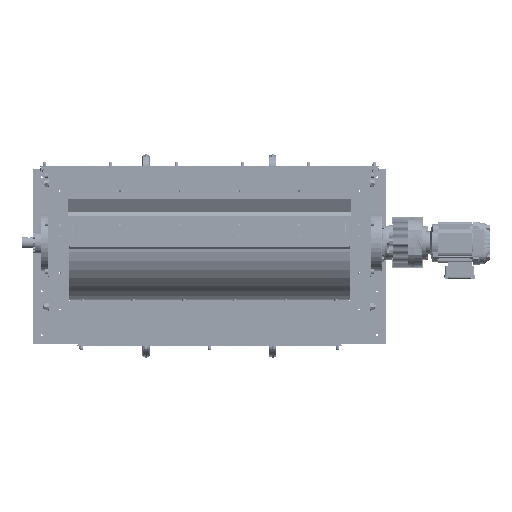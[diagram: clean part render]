
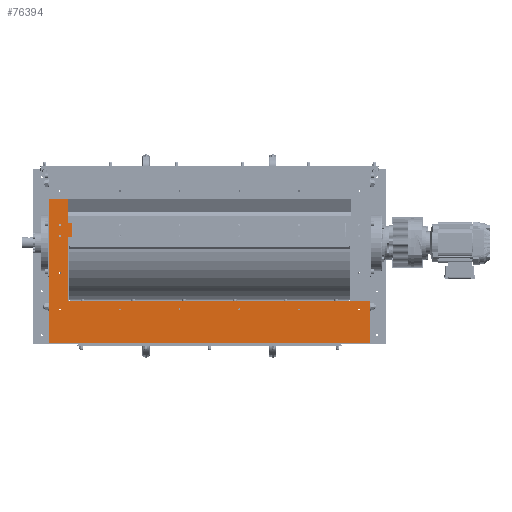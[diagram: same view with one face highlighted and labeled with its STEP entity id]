
A CAD part, top view. The second image highlights one B-rep face of the part: STEP entity #76394.
In plain terms, the highlighted planar face has unit normal (0, 0, 1).
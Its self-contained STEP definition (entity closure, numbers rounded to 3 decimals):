
#2661=FACE_BOUND('',#12485,.T.);
#2662=FACE_BOUND('',#12486,.T.);
#2663=FACE_BOUND('',#12487,.T.);
#2664=FACE_BOUND('',#12488,.T.);
#2665=FACE_BOUND('',#12489,.T.);
#2666=FACE_BOUND('',#12490,.T.);
#2667=FACE_BOUND('',#12491,.T.);
#2668=FACE_BOUND('',#12492,.T.);
#2669=FACE_BOUND('',#12493,.T.);
#4306=PLANE('',#82862);
#7793=FACE_OUTER_BOUND('',#12484,.T.);
#12484=EDGE_LOOP('',(#58853,#58854,#58855,#58856,#58857,#58858,#58859,#58860,
#58861,#58862,#58863,#58864,#58865,#58866,#58867));
#12485=EDGE_LOOP('',(#58868));
#12486=EDGE_LOOP('',(#58869));
#12487=EDGE_LOOP('',(#58870));
#12488=EDGE_LOOP('',(#58871));
#12489=EDGE_LOOP('',(#58872));
#12490=EDGE_LOOP('',(#58873));
#12491=EDGE_LOOP('',(#58874));
#12492=EDGE_LOOP('',(#58875));
#12493=EDGE_LOOP('',(#58876));
#17084=CIRCLE('',#82863,3.324);
#17085=CIRCLE('',#82864,3.324);
#17086=CIRCLE('',#82865,3.324);
#17087=CIRCLE('',#82866,3.324);
#17088=CIRCLE('',#82867,3.324);
#17089=CIRCLE('',#82868,3.324);
#17090=CIRCLE('',#82869,3.324);
#17091=CIRCLE('',#82870,3.324);
#17092=CIRCLE('',#82871,3.324);
#21714=LINE('',#129184,#27163);
#21719=LINE('',#129192,#27168);
#21727=LINE('',#129209,#27176);
#21729=LINE('',#129213,#27178);
#21730=LINE('',#129215,#27179);
#21731=LINE('',#129217,#27180);
#21732=LINE('',#129218,#27181);
#21733=LINE('',#129220,#27182);
#21734=LINE('',#129222,#27183);
#21735=LINE('',#129224,#27184);
#21736=LINE('',#129226,#27185);
#21737=LINE('',#129227,#27186);
#21738=LINE('',#129229,#27187);
#21739=LINE('',#129231,#27188);
#21740=LINE('',#129232,#27189);
#27163=VECTOR('',#97962,10.);
#27168=VECTOR('',#97969,10.);
#27176=VECTOR('',#97983,10.);
#27178=VECTOR('',#97987,10.);
#27179=VECTOR('',#97988,10.);
#27180=VECTOR('',#97989,10.);
#27181=VECTOR('',#97990,10.);
#27182=VECTOR('',#97991,10.);
#27183=VECTOR('',#97992,10.);
#27184=VECTOR('',#97993,10.);
#27185=VECTOR('',#97994,10.);
#27186=VECTOR('',#97995,10.);
#27187=VECTOR('',#97996,10.);
#27188=VECTOR('',#97997,10.);
#27189=VECTOR('',#97998,10.);
#33693=VERTEX_POINT('',#129179);
#33694=VERTEX_POINT('',#129182);
#33695=VERTEX_POINT('',#129186);
#33696=VERTEX_POINT('',#129190);
#33701=VERTEX_POINT('',#129206);
#33702=VERTEX_POINT('',#129208);
#33703=VERTEX_POINT('',#129212);
#33704=VERTEX_POINT('',#129214);
#33705=VERTEX_POINT('',#129216);
#33706=VERTEX_POINT('',#129219);
#33707=VERTEX_POINT('',#129221);
#33708=VERTEX_POINT('',#129223);
#33709=VERTEX_POINT('',#129225);
#33710=VERTEX_POINT('',#129228);
#33711=VERTEX_POINT('',#129230);
#33712=VERTEX_POINT('',#129233);
#33713=VERTEX_POINT('',#129235);
#33714=VERTEX_POINT('',#129237);
#33715=VERTEX_POINT('',#129239);
#33716=VERTEX_POINT('',#129241);
#33717=VERTEX_POINT('',#129243);
#33718=VERTEX_POINT('',#129245);
#33719=VERTEX_POINT('',#129247);
#33720=VERTEX_POINT('',#129249);
#42581=EDGE_CURVE('',#33694,#33693,#21714,.T.);
#42586=EDGE_CURVE('',#33695,#33696,#21719,.T.);
#42594=EDGE_CURVE('',#33702,#33701,#21727,.T.);
#42596=EDGE_CURVE('',#33693,#33703,#21729,.T.);
#42597=EDGE_CURVE('',#33704,#33694,#21730,.T.);
#42598=EDGE_CURVE('',#33705,#33704,#21731,.T.);
#42599=EDGE_CURVE('',#33695,#33705,#21732,.T.);
#42600=EDGE_CURVE('',#33696,#33706,#21733,.T.);
#42601=EDGE_CURVE('',#33707,#33706,#21734,.T.);
#42602=EDGE_CURVE('',#33707,#33708,#21735,.T.);
#42603=EDGE_CURVE('',#33708,#33709,#21736,.T.);
#42604=EDGE_CURVE('',#33702,#33709,#21737,.T.);
#42605=EDGE_CURVE('',#33701,#33710,#21738,.T.);
#42606=EDGE_CURVE('',#33711,#33710,#21739,.T.);
#42607=EDGE_CURVE('',#33711,#33703,#21740,.T.);
#42608=EDGE_CURVE('',#33712,#33712,#17084,.T.);
#42609=EDGE_CURVE('',#33713,#33713,#17085,.T.);
#42610=EDGE_CURVE('',#33714,#33714,#17086,.T.);
#42611=EDGE_CURVE('',#33715,#33715,#17087,.T.);
#42612=EDGE_CURVE('',#33716,#33716,#17088,.T.);
#42613=EDGE_CURVE('',#33717,#33717,#17089,.T.);
#42614=EDGE_CURVE('',#33718,#33718,#17090,.T.);
#42615=EDGE_CURVE('',#33719,#33719,#17091,.T.);
#42616=EDGE_CURVE('',#33720,#33720,#17092,.T.);
#58853=ORIENTED_EDGE('',*,*,#42596,.F.);
#58854=ORIENTED_EDGE('',*,*,#42581,.F.);
#58855=ORIENTED_EDGE('',*,*,#42597,.F.);
#58856=ORIENTED_EDGE('',*,*,#42598,.F.);
#58857=ORIENTED_EDGE('',*,*,#42599,.F.);
#58858=ORIENTED_EDGE('',*,*,#42586,.T.);
#58859=ORIENTED_EDGE('',*,*,#42600,.T.);
#58860=ORIENTED_EDGE('',*,*,#42601,.F.);
#58861=ORIENTED_EDGE('',*,*,#42602,.T.);
#58862=ORIENTED_EDGE('',*,*,#42603,.T.);
#58863=ORIENTED_EDGE('',*,*,#42604,.F.);
#58864=ORIENTED_EDGE('',*,*,#42594,.T.);
#58865=ORIENTED_EDGE('',*,*,#42605,.T.);
#58866=ORIENTED_EDGE('',*,*,#42606,.F.);
#58867=ORIENTED_EDGE('',*,*,#42607,.T.);
#58868=ORIENTED_EDGE('',*,*,#42608,.T.);
#58869=ORIENTED_EDGE('',*,*,#42609,.T.);
#58870=ORIENTED_EDGE('',*,*,#42610,.T.);
#58871=ORIENTED_EDGE('',*,*,#42611,.T.);
#58872=ORIENTED_EDGE('',*,*,#42612,.T.);
#58873=ORIENTED_EDGE('',*,*,#42613,.T.);
#58874=ORIENTED_EDGE('',*,*,#42614,.T.);
#58875=ORIENTED_EDGE('',*,*,#42615,.T.);
#58876=ORIENTED_EDGE('',*,*,#42616,.T.);
#76394=ADVANCED_FACE('',(#7793,#2661,#2662,#2663,#2664,#2665,#2666,#2667,
#2668,#2669),#4306,.T.);
#82862=AXIS2_PLACEMENT_3D('',#129211,#97985,#97986);
#82863=AXIS2_PLACEMENT_3D('',#129234,#97999,#98000);
#82864=AXIS2_PLACEMENT_3D('',#129236,#98001,#98002);
#82865=AXIS2_PLACEMENT_3D('',#129238,#98003,#98004);
#82866=AXIS2_PLACEMENT_3D('',#129240,#98005,#98006);
#82867=AXIS2_PLACEMENT_3D('',#129242,#98007,#98008);
#82868=AXIS2_PLACEMENT_3D('',#129244,#98009,#98010);
#82869=AXIS2_PLACEMENT_3D('',#129246,#98011,#98012);
#82870=AXIS2_PLACEMENT_3D('',#129248,#98013,#98014);
#82871=AXIS2_PLACEMENT_3D('',#129250,#98015,#98016);
#97962=DIRECTION('',(0.,1.,0.));
#97969=DIRECTION('',(-1.,0.,0.));
#97983=DIRECTION('',(-1.,0.,0.));
#97985=DIRECTION('center_axis',(0.,0.,1.));
#97986=DIRECTION('ref_axis',(1.,0.,0.));
#97987=DIRECTION('',(1.,0.,0.));
#97988=DIRECTION('',(-1.,0.,0.));
#97989=DIRECTION('',(0.,-1.,0.));
#97990=DIRECTION('',(1.,0.,0.));
#97991=DIRECTION('',(0.,1.,0.));
#97992=DIRECTION('',(0.,-1.,0.));
#97993=DIRECTION('',(0.,1.,0.));
#97994=DIRECTION('',(1.,0.,0.));
#97995=DIRECTION('',(0.,-1.,0.));
#97996=DIRECTION('',(0.,1.,0.));
#97997=DIRECTION('',(0.,-1.,0.));
#97998=DIRECTION('',(0.,1.,0.));
#97999=DIRECTION('center_axis',(0.,0.,-1.));
#98000=DIRECTION('ref_axis',(1.,0.,0.));
#98001=DIRECTION('center_axis',(0.,0.,-1.));
#98002=DIRECTION('ref_axis',(1.,0.,0.));
#98003=DIRECTION('center_axis',(0.,0.,-1.));
#98004=DIRECTION('ref_axis',(1.,0.,0.));
#98005=DIRECTION('center_axis',(0.,0.,-1.));
#98006=DIRECTION('ref_axis',(1.,0.,0.));
#98007=DIRECTION('center_axis',(0.,0.,-1.));
#98008=DIRECTION('ref_axis',(1.,0.,0.));
#98009=DIRECTION('center_axis',(0.,0.,-1.));
#98010=DIRECTION('ref_axis',(1.,0.,0.));
#98011=DIRECTION('center_axis',(0.,0.,-1.));
#98012=DIRECTION('ref_axis',(1.,0.,0.));
#98013=DIRECTION('center_axis',(0.,0.,-1.));
#98014=DIRECTION('ref_axis',(1.,0.,0.));
#98015=DIRECTION('center_axis',(0.,0.,-1.));
#98016=DIRECTION('ref_axis',(1.,0.,0.));
#129179=CARTESIAN_POINT('',(-568.,200.,10.));
#129182=CARTESIAN_POINT('',(-568.,-310.,10.));
#129184=CARTESIAN_POINT('',(-568.,310.,10.));
#129186=CARTESIAN_POINT('',(503.,-160.,10.));
#129190=CARTESIAN_POINT('',(-503.,-160.,10.));
#129192=CARTESIAN_POINT('',(309.,-160.,10.));
#129206=CARTESIAN_POINT('',(-503.,115.,10.));
#129208=CARTESIAN_POINT('',(-486.,115.,10.));
#129209=CARTESIAN_POINT('',(-241.5,115.,10.));
#129211=CARTESIAN_POINT('Origin',(0.,0.,
10.));
#129212=CARTESIAN_POINT('',(-503.,200.,10.));
#129213=CARTESIAN_POINT('',(-251.5,200.,10.));
#129214=CARTESIAN_POINT('',(568.,-310.,10.));
#129215=CARTESIAN_POINT('',(-568.,-310.,10.));
#129216=CARTESIAN_POINT('',(568.,-160.,10.));
#129217=CARTESIAN_POINT('',(568.,-310.,10.));
#129218=CARTESIAN_POINT('',(0.,-160.,10.));
#129219=CARTESIAN_POINT('',(-503.,43.,10.));
#129220=CARTESIAN_POINT('',(-503.,-80.,10.));
#129221=CARTESIAN_POINT('',(-503.,67.9,10.));
#129222=CARTESIAN_POINT('',(-503.,21.5,10.));
#129223=CARTESIAN_POINT('',(-503.,68.,10.));
#129224=CARTESIAN_POINT('',(-503.,-80.,10.));
#129225=CARTESIAN_POINT('',(-486.,68.,10.));
#129226=CARTESIAN_POINT('',(-251.5,68.,10.));
#129227=CARTESIAN_POINT('',(-486.,34.,10.));
#129228=CARTESIAN_POINT('',(-503.,115.1,10.));
#129229=CARTESIAN_POINT('',(-503.,57.5,10.));
#129230=CARTESIAN_POINT('',(-503.,140.,10.));
#129231=CARTESIAN_POINT('',(-503.,57.55,10.));
#129232=CARTESIAN_POINT('',(-503.,57.5,10.));
#129233=CARTESIAN_POINT('',(526.677,-190.,10.));
#129234=CARTESIAN_POINT('Origin',(530.,-190.,10.));
#129235=CARTESIAN_POINT('',(314.677,-190.,10.));
#129236=CARTESIAN_POINT('Origin',(318.,-190.,10.));
#129237=CARTESIAN_POINT('',(102.677,-190.,10.));
#129238=CARTESIAN_POINT('Origin',(106.,-190.,10.));
#129239=CARTESIAN_POINT('',(-109.324,-190.,10.));
#129240=CARTESIAN_POINT('Origin',(-106.,-190.,10.));
#129241=CARTESIAN_POINT('',(-321.324,-190.,10.));
#129242=CARTESIAN_POINT('Origin',(-318.,-190.,10.));
#129243=CARTESIAN_POINT('',(-533.324,-190.,10.));
#129244=CARTESIAN_POINT('Origin',(-530.,-190.,10.));
#129245=CARTESIAN_POINT('',(-533.324,110.,10.));
#129246=CARTESIAN_POINT('Origin',(-530.,110.,10.));
#129247=CARTESIAN_POINT('',(-533.324,70.,10.));
#129248=CARTESIAN_POINT('Origin',(-530.,70.,10.));
#129249=CARTESIAN_POINT('',(-533.324,-60.,10.));
#129250=CARTESIAN_POINT('Origin',(-530.,-60.,10.));
